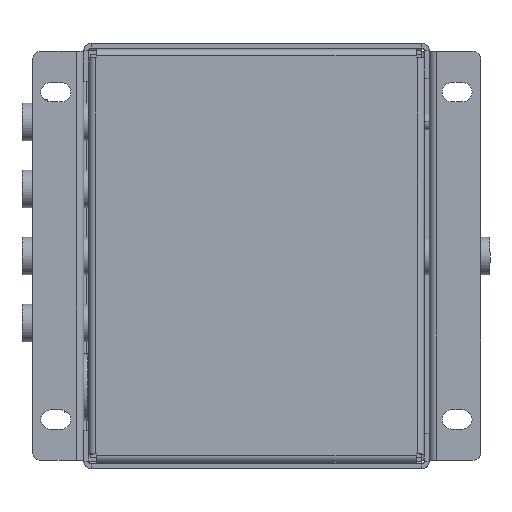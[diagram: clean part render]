
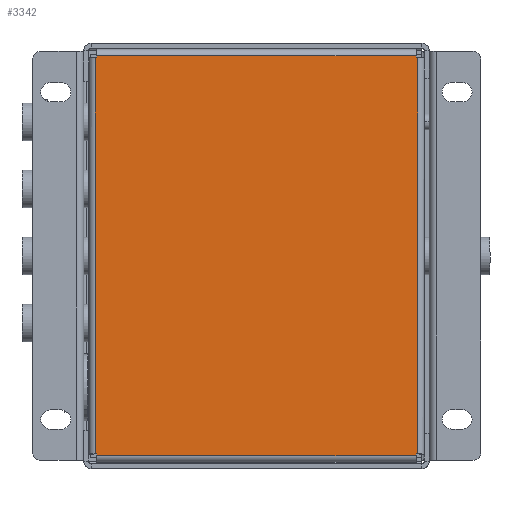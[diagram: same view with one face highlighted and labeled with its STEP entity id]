
A CAD part, top view. The second image highlights one B-rep face of the part: STEP entity #3342.
In plain terms, the highlighted planar face has unit normal (0, 0, 1).
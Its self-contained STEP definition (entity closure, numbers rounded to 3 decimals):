
#2317 = EDGE_CURVE ( 'NONE', #3436, #3238, #14243, .T. ) ;
#3235 = VERTEX_POINT ( 'NONE', #18475 ) ;
#3236 = ORIENTED_EDGE ( 'NONE', *, *, #3237, .T. ) ;
#3237 = EDGE_CURVE ( 'NONE', #3235, #3238, #18474, .T. ) ;
#3238 = VERTEX_POINT ( 'NONE', #18470 ) ;
#3239 = ORIENTED_EDGE ( 'NONE', *, *, #2317, .F. ) ;
#3342 = ADVANCED_FACE ( 'NONE', ( #19076 ), #19061, .T. ) ;
#3343 = EDGE_LOOP ( 'NONE', ( #3344, #3348, #3236, #3239, #3364, #3366, #3369, #3372, #3375, #3351, #3353, #3356 ) ) ;
#3344 = ORIENTED_EDGE ( 'NONE', *, *, #3345, .T. ) ;
#3345 = EDGE_CURVE ( 'NONE', #3346, #3347, #19060, .T. ) ;
#3346 = VERTEX_POINT ( 'NONE', #18931 ) ;
#3347 = VERTEX_POINT ( 'NONE', #18930 ) ;
#3348 = ORIENTED_EDGE ( 'NONE', *, *, #3349, .T. ) ;
#3349 = EDGE_CURVE ( 'NONE', #3347, #3235, #18929, .T. ) ;
#3351 = ORIENTED_EDGE ( 'NONE', *, *, #3352, .F. ) ;
#3352 = EDGE_CURVE ( 'NONE', #3378, #3377, #18925, .T. ) ;
#3353 = ORIENTED_EDGE ( 'NONE', *, *, #3354, .T. ) ;
#3354 = EDGE_CURVE ( 'NONE', #3378, #3355, #18921, .T. ) ;
#3355 = VERTEX_POINT ( 'NONE', #18914 ) ;
#3356 = ORIENTED_EDGE ( 'NONE', *, *, #3357, .F. ) ;
#3357 = EDGE_CURVE ( 'NONE', #3346, #3355, #18912, .T. ) ;
#3364 = ORIENTED_EDGE ( 'NONE', *, *, #3365, .T. ) ;
#3365 = EDGE_CURVE ( 'NONE', #3436, #3437, #18842, .T. ) ;
#3366 = ORIENTED_EDGE ( 'NONE', *, *, #3367, .F. ) ;
#3367 = EDGE_CURVE ( 'NONE', #3368, #3437, #18838, .T. ) ;
#3368 = VERTEX_POINT ( 'NONE', #18830 ) ;
#3369 = ORIENTED_EDGE ( 'NONE', *, *, #3370, .T. ) ;
#3370 = EDGE_CURVE ( 'NONE', #3368, #3371, #18827, .T. ) ;
#3371 = VERTEX_POINT ( 'NONE', #18823 ) ;
#3372 = ORIENTED_EDGE ( 'NONE', *, *, #3373, .T. ) ;
#3373 = EDGE_CURVE ( 'NONE', #3371, #3374, #18890, .T. ) ;
#3374 = VERTEX_POINT ( 'NONE', #18886 ) ;
#3375 = ORIENTED_EDGE ( 'NONE', *, *, #3376, .T. ) ;
#3376 = EDGE_CURVE ( 'NONE', #3374, #3377, #18885, .T. ) ;
#3377 = VERTEX_POINT ( 'NONE', #18881 ) ;
#3378 = VERTEX_POINT ( 'NONE', #18880 ) ;
#3436 = VERTEX_POINT ( 'NONE', #19484 ) ;
#3437 = VERTEX_POINT ( 'NONE', #19483 ) ;
#14240 = DIRECTION ( 'NONE',  ( 0., -1., 0. ) ) ;
#14241 = VECTOR ( 'NONE', #14240, 1000. ) ;
#14242 = CARTESIAN_POINT ( 'NONE',  ( 30.239, 37.605, 27.402 ) ) ;
#14243 = LINE ( 'NONE', #14242, #14241 ) ;
#18470 = CARTESIAN_POINT ( 'NONE',  ( 30.239, 37.504, 27.402 ) ) ;
#18471 = DIRECTION ( 'NONE',  ( -1., 0., 0. ) ) ;
#18472 = VECTOR ( 'NONE', #18471, 1000. ) ;
#18473 = CARTESIAN_POINT ( 'NONE',  ( 30.239, 37.504, 27.402 ) ) ;
#18474 = LINE ( 'NONE', #18473, #18472 ) ;
#18475 = CARTESIAN_POINT ( 'NONE',  ( 30.51, 37.504, 27.402 ) ) ;
#18823 = CARTESIAN_POINT ( 'NONE',  ( -30.561, 37.504, 27.402 ) ) ;
#18824 = DIRECTION ( 'NONE',  ( -1., 0., 0. ) ) ;
#18825 = VECTOR ( 'NONE', #18824, 1000. ) ;
#18826 = CARTESIAN_POINT ( 'NONE',  ( 30.239, 37.504, 27.402 ) ) ;
#18827 = LINE ( 'NONE', #18826, #18825 ) ;
#18830 = CARTESIAN_POINT ( 'NONE',  ( -30.29, 37.504, 27.402 ) ) ;
#18833 = DIRECTION ( 'NONE',  ( 0., 1., 0. ) ) ;
#18835 = VECTOR ( 'NONE', #18833, 1000. ) ;
#18837 = CARTESIAN_POINT ( 'NONE',  ( -30.29, 37.605, 27.402 ) ) ;
#18838 = LINE ( 'NONE', #18837, #18835 ) ;
#18839 = DIRECTION ( 'NONE',  ( -1., 0., 0. ) ) ;
#18840 = VECTOR ( 'NONE', #18839, 1000. ) ;
#18841 = CARTESIAN_POINT ( 'NONE',  ( 30.239, 37.876, 27.402 ) ) ;
#18842 = LINE ( 'NONE', #18841, #18840 ) ;
#18880 = CARTESIAN_POINT ( 'NONE',  ( -30.29, -37.851, 27.402 ) ) ;
#18881 = CARTESIAN_POINT ( 'NONE',  ( -30.29, -37.479, 27.402 ) ) ;
#18882 = DIRECTION ( 'NONE',  ( 1., 0., 0. ) ) ;
#18883 = VECTOR ( 'NONE', #18882, 1000. ) ;
#18884 = CARTESIAN_POINT ( 'NONE',  ( 30.239, -37.479, 27.402 ) ) ;
#18885 = LINE ( 'NONE', #18884, #18883 ) ;
#18886 = CARTESIAN_POINT ( 'NONE',  ( -30.561, -37.479, 27.402 ) ) ;
#18887 = DIRECTION ( 'NONE',  ( 0., -1., 0. ) ) ;
#18888 = VECTOR ( 'NONE', #18887, 1000. ) ;
#18889 = CARTESIAN_POINT ( 'NONE',  ( -30.561, 37.605, 27.402 ) ) ;
#18890 = LINE ( 'NONE', #18889, #18888 ) ;
#18909 = DIRECTION ( 'NONE',  ( 0., -1., 0. ) ) ;
#18910 = VECTOR ( 'NONE', #18909, 1000. ) ;
#18911 = CARTESIAN_POINT ( 'NONE',  ( 30.239, -37.579, 27.402 ) ) ;
#18912 = LINE ( 'NONE', #18911, #18910 ) ;
#18914 = CARTESIAN_POINT ( 'NONE',  ( 30.239, -37.851, 27.402 ) ) ;
#18915 = DIRECTION ( 'NONE',  ( 1., 0., 0. ) ) ;
#18917 = VECTOR ( 'NONE', #18915, 1000. ) ;
#18919 = CARTESIAN_POINT ( 'NONE',  ( -30.29, -37.851, 27.402 ) ) ;
#18921 = LINE ( 'NONE', #18919, #18917 ) ;
#18922 = DIRECTION ( 'NONE',  ( 0., 1., 0. ) ) ;
#18923 = VECTOR ( 'NONE', #18922, 1000. ) ;
#18924 = CARTESIAN_POINT ( 'NONE',  ( -30.29, -37.579, 27.402 ) ) ;
#18925 = LINE ( 'NONE', #18924, #18923 ) ;
#18926 = DIRECTION ( 'NONE',  ( 0., 1., 0. ) ) ;
#18927 = VECTOR ( 'NONE', #18926, 1000. ) ;
#18928 = CARTESIAN_POINT ( 'NONE',  ( 30.51, -37.579, 27.402 ) ) ;
#18929 = LINE ( 'NONE', #18928, #18927 ) ;
#18930 = CARTESIAN_POINT ( 'NONE',  ( 30.51, -37.479, 27.402 ) ) ;
#18931 = CARTESIAN_POINT ( 'NONE',  ( 30.239, -37.479, 27.402 ) ) ;
#18932 = DIRECTION ( 'NONE',  ( 1., 0., 0. ) ) ;
#19054 = VECTOR ( 'NONE', #18932, 1000. ) ;
#19055 = CARTESIAN_POINT ( 'NONE',  ( 30.239, -37.479, 27.402 ) ) ;
#19056 = DIRECTION ( 'NONE',  ( -1., 0., 0. ) ) ;
#19057 = DIRECTION ( 'NONE',  ( 0., 0., 1. ) ) ;
#19058 = CARTESIAN_POINT ( 'NONE',  ( 30.239, -37.579, 27.402 ) ) ;
#19059 = AXIS2_PLACEMENT_3D ( 'NONE', #19058, #19057, #19056 ) ;
#19060 = LINE ( 'NONE', #19055, #19054 ) ;
#19061 = PLANE ( 'NONE',  #19059 ) ;
#19076 = FACE_OUTER_BOUND ( 'NONE', #3343, .T. ) ;
#19483 = CARTESIAN_POINT ( 'NONE',  ( -30.29, 37.876, 27.402 ) ) ;
#19484 = CARTESIAN_POINT ( 'NONE',  ( 30.239, 37.876, 27.402 ) ) ;
